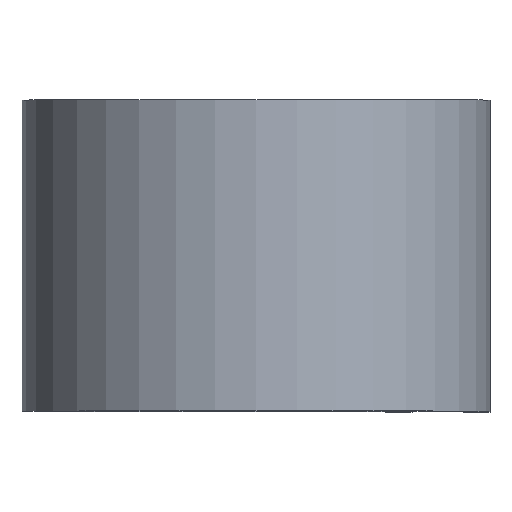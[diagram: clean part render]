
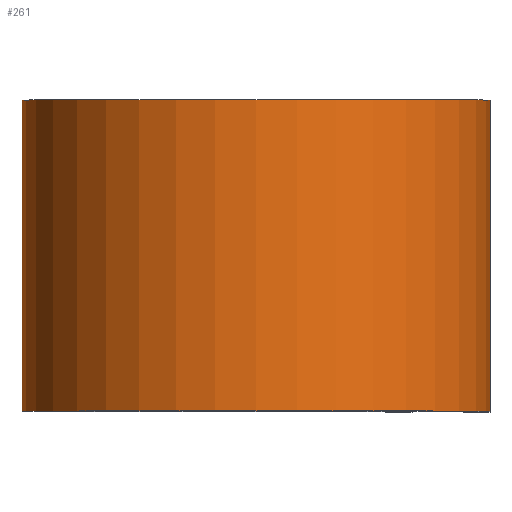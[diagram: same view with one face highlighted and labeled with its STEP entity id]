
A CAD part, top view. The second image highlights one B-rep face of the part: STEP entity #261.
In plain terms, the highlighted cylindrical face has radius 7.163 mm (diameter 14.326 mm), a partial arc.
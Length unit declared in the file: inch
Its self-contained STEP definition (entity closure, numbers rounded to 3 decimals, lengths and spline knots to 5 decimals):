
#16 = ORIENTED_EDGE ( 'NONE', *, *, #351, .T. ) ;
#69 = LINE ( 'NONE', #176, #577 ) ;
#78 = CYLINDRICAL_SURFACE ( 'NONE', #517, 0.282 ) ;
#87 = VERTEX_POINT ( 'NONE', #503 ) ;
#89 = VECTOR ( 'NONE', #358, 39.37008 ) ;
#138 = DIRECTION ( 'NONE',  ( 0., 1., 0. ) ) ;
#160 = CARTESIAN_POINT ( 'NONE',  ( 0., 0.1875, -0.282 ) ) ;
#174 = ORIENTED_EDGE ( 'NONE', *, *, #401, .F. ) ;
#176 = CARTESIAN_POINT ( 'NONE',  ( 0.282, 0.1875, 0. ) ) ;
#179 = AXIS2_PLACEMENT_3D ( 'NONE', #296, #204, #505 ) ;
#181 = DIRECTION ( 'NONE',  ( 0., -1., 0. ) ) ;
#204 = DIRECTION ( 'NONE',  ( 0., 1., 0. ) ) ;
#206 = VERTEX_POINT ( 'NONE', #320 ) ;
#229 = DIRECTION ( 'NONE',  ( 0., 0., -1. ) ) ;
#231 = CIRCLE ( 'NONE', #593, 0.282 ) ;
#261 = ADVANCED_FACE ( 'NONE', ( #624 ), #78, .T. ) ;
#283 = CARTESIAN_POINT ( 'NONE',  ( 0.282, -0.1875, 0. ) ) ;
#286 = VERTEX_POINT ( 'NONE', #283 ) ;
#296 = CARTESIAN_POINT ( 'NONE',  ( 0., 0.1875, 0. ) ) ;
#320 = CARTESIAN_POINT ( 'NONE',  ( 0., -0.1875, -0.282 ) ) ;
#331 = CARTESIAN_POINT ( 'NONE',  ( 0., -0.1875, 0. ) ) ;
#351 = EDGE_CURVE ( 'NONE', #206, #286, #231, .T. ) ;
#358 = DIRECTION ( 'NONE',  ( 0., -1., 0. ) ) ;
#362 = DIRECTION ( 'NONE',  ( 0., -1., 0. ) ) ;
#389 = EDGE_LOOP ( 'NONE', ( #16, #592, #174, #432 ) ) ;
#401 = EDGE_CURVE ( 'NONE', #610, #87, #444, .T. ) ;
#417 = EDGE_CURVE ( 'NONE', #610, #206, #545, .T. ) ;
#432 = ORIENTED_EDGE ( 'NONE', *, *, #417, .T. ) ;
#444 = CIRCLE ( 'NONE', #179, 0.282 ) ;
#503 = CARTESIAN_POINT ( 'NONE',  ( 0.282, 0.1875, 0. ) ) ;
#505 = DIRECTION ( 'NONE',  ( 1., 0., 0. ) ) ;
#517 = AXIS2_PLACEMENT_3D ( 'NONE', #623, #181, #229 ) ;
#531 = DIRECTION ( 'NONE',  ( 1., 0., 0. ) ) ;
#533 = CARTESIAN_POINT ( 'NONE',  ( 0., 0.1875, -0.282 ) ) ;
#545 = LINE ( 'NONE', #160, #89 ) ;
#558 = EDGE_CURVE ( 'NONE', #87, #286, #69, .T. ) ;
#577 = VECTOR ( 'NONE', #362, 39.37008 ) ;
#592 = ORIENTED_EDGE ( 'NONE', *, *, #558, .F. ) ;
#593 = AXIS2_PLACEMENT_3D ( 'NONE', #331, #138, #531 ) ;
#610 = VERTEX_POINT ( 'NONE', #533 ) ;
#623 = CARTESIAN_POINT ( 'NONE',  ( 0., 0.1875, 0. ) ) ;
#624 = FACE_OUTER_BOUND ( 'NONE', #389, .T. ) ;
